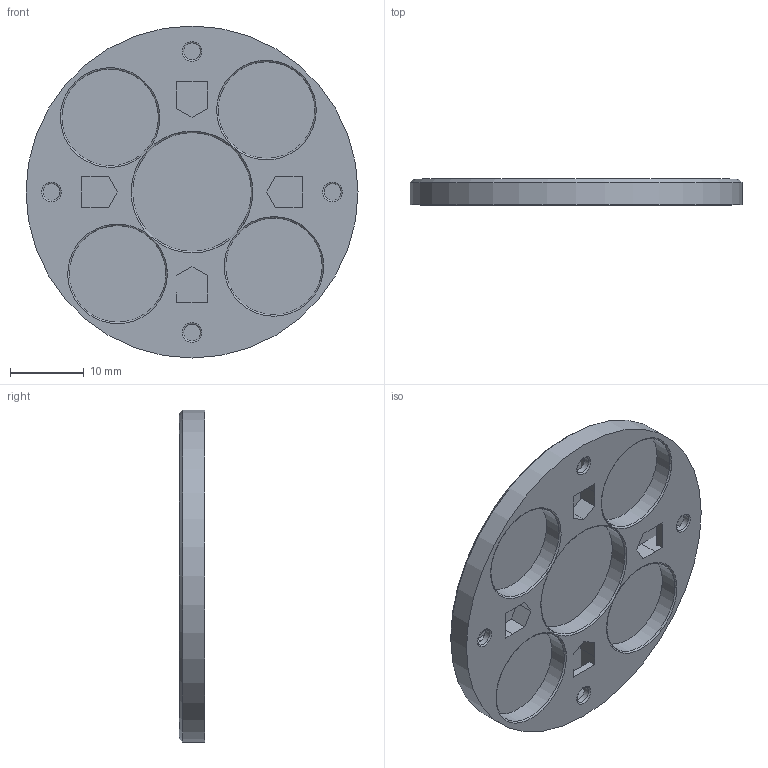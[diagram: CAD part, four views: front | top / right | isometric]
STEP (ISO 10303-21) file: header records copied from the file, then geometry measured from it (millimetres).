
FILE_DESCRIPTION(/* description */ (''),/* implementation_level */ '2;1');
FILE_NAME(/* name */ 'TPM5-SLA-D16 v18.step',/* time_stamp */ '2023-10-02T09:55:56+08:00',/* author */ (''),/* organization */ (''),/* preprocessor_version */ 'ST-DEVELOPER v20',/* originating_system */ 'Autodesk Translation Framework v12.14.0.127',/* authorisation */ '');
FILE_SCHEMA (('AUTOMOTIVE_DESIGN { 1 0 10303 214 3 1 1 }'));
Length unit declared in the file: millimetre
Products named in the file (1): TPM5-SLA-D16
Bounding box: 45 x 3.5 x 45 mm (x, y, z)
Volume: 3264 mm3; surface area: 4598.9 mm2
Topology: 1 solids, 1 shells, 92 faces, 250 edges, 165 vertices
Faces by surface type: plane 68, cylinder 14, torus 9, cone 1
Full cylindrical faces by diameter (mm): 2.3 x4, 13.1 x4, 16.1 x1, 45 x1
Entity records: 2947 total; most frequent: CARTESIAN_POINT 508, ORIENTED_EDGE 500, DIRECTION 500, EDGE_CURVE 250, LINE 186, VECTOR 186, VERTEX_POINT 165, AXIS2_PLACEMENT_3D 157
